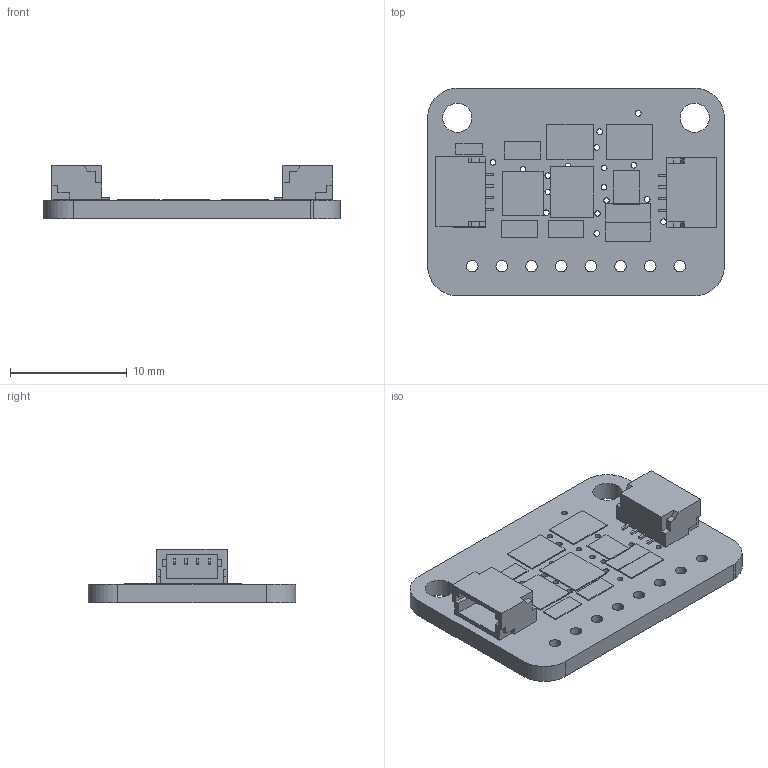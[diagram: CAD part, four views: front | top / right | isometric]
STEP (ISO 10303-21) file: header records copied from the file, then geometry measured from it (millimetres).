
FILE_DESCRIPTION(/* description */ (''),/* implementation_level */ '2;1');
FILE_NAME(/* name */ 'Adafruit CCS811 STEMMA QT v3.step',/* time_stamp */ '2022-04-04T12:20:07+02:00',/* author */ (''),/* organization */ (''),/* preprocessor_version */ 'ST-DEVELOPER v18.1',/* originating_system */ 'Autodesk Translation Framework v10.14.0.1471',/* authorisation */ '');
FILE_SCHEMA (('AUTOMOTIVE_DESIGN { 1 0 10303 214 3 1 1 }'));
Length unit declared in the file: millimetre
Products named in the file (22): Adafruit CCS811 STEMMA QT; 0603-NO; 0805-NO; 1X08_ROUND_70; ADAFRUIT_3.5MM; CCS811; CHIPLED_0603_NOOUTLINE; FIDUCIAL_1MM; JST_SH4; MOUNTINGHOLE_2.5_PLATED; PCBFEAT-REV-040; RESPACK_4X0603; SOD-323; SOLDERJUMPER_ARROW_NOPASTE; SOLDERJUMPER_CLOSEDWIRE; SOT23-5; SOT363; STEMMAQT; Adafruit CCS811 STEMMA QT v1; Board; STEMMA_I2C_QT; STEMMA_I2C_QT_1
Assembly tree (29 placements, depth 3):
  Adafruit CCS811 STEMMA QT
    0603-NO
    0805-NO  x2
    1X08_ROUND_70
    ADAFRUIT_3.5MM  x2
    CCS811
    CHIPLED_0603_NOOUTLINE
    FIDUCIAL_1MM  x2
    JST_SH4  x2
    MOUNTINGHOLE_2.5_PLATED  x2
    PCBFEAT-REV-040
    RESPACK_4X0603  x2
    SOD-323  x2
    SOLDERJUMPER_ARROW_NOPASTE
    SOLDERJUMPER_CLOSEDWIRE
    SOT23-5
    SOT363
    STEMMAQT  x2
    Adafruit CCS811 STEMMA QT v1
      Board
    STEMMA_I2C_QT
    STEMMA_I2C_QT_1
Bounding box: 25.4 x 17.78 x 4.56 mm (x, y, z)
Volume: 765.7 mm3; surface area: 1614.5 mm2
Topology: 14 solids, 14 shells, 289 faces, 749 edges, 498 vertices
Faces by surface type: plane 253, cylinder 36
Full cylindrical faces by diameter (mm): 0.483 x22, 1 x8, 2.5 x2
Entity records: 9364 total; most frequent: CARTESIAN_POINT 1510, DIRECTION 1431, ORIENTED_EDGE 1426, EDGE_CURVE 713, LINE 641, VECTOR 641, VERTEX_POINT 474, AXIS2_PLACEMENT_3D 395
